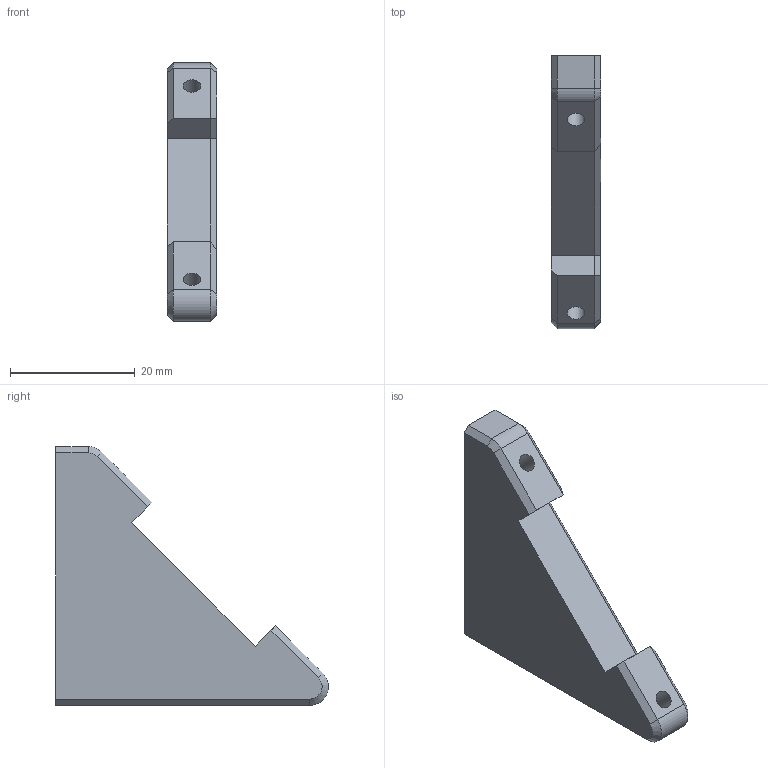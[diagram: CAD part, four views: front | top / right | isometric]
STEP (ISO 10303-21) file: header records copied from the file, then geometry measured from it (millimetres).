
FILE_DESCRIPTION(('FreeCAD Model'),'2;1');
FILE_NAME('Open CASCADE Shape Model','2023-04-16T10:32:22',('Author'),( ''),'Open CASCADE STEP processor 7.5','FreeCAD','Unknown');
FILE_SCHEMA(('AUTOMOTIVE_DESIGN { 1 0 10303 214 1 1 1 1 }'));
Length unit declared in the file: millimetre
Products named in the file (1): beveled.stand
Bounding box: 8 x 43.75 x 41.5 mm (x, y, z)
Volume: 7559.3 mm3; surface area: 3425.8 mm2
Topology: 1 solids, 1 shells, 68 faces, 195 edges, 116 vertices
Faces by surface type: plane 49, cylinder 15, cone 4
Full cylindrical faces by diameter (mm): 2.8 x4, 12.6 x2
Entity records: 4727 total; most frequent: CARTESIAN_POINT 956, DIRECTION 574, ORIENTED_EDGE 350, PCURVE 350, DEFINITIONAL_REPRESENTATION 350, LINE 347, VECTOR 347, EDGE_CURVE 175
